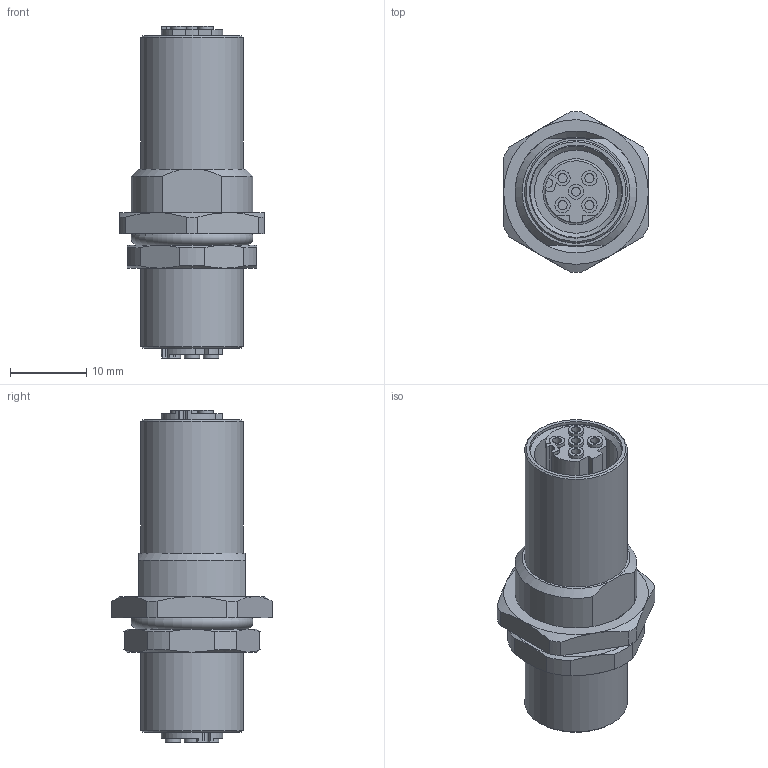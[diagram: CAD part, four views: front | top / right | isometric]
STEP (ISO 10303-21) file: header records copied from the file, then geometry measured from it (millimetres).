
FILE_DESCRIPTION(/* description */ ('STEP AP214'),/* implementation_level */ '2;1');
FILE_NAME(/* name */ '8040459_NEFU-D12G4-D12DG4',/* time_stamp */ '2024-09-12T22:21:56+02:00',/* author */ ('License CC BY-ND 4.0'),/* organization */ ('CADENAS'),/* preprocessor_version */ 'ST-DEVELOPER v19.3',/* originating_system */ 'PARTsolutions',/* authorisation */ ' ');
FILE_SCHEMA (('AUTOMOTIVE_DESIGN {1 0 10303 214 3 1 1}'));
Length unit declared in the file: millimetre
Products named in the file (3): 8040459 NEFU-D12G4-D12DG4; 8040459 NEFU-D12G4-D12DG4---(SD); 8040459 NEFU-D12G4-D12DG4---(M)
Assembly tree (2 placements, depth 2):
  8040459 NEFU-D12G4-D12DG4
    8040459 NEFU-D12G4-D12DG4---(SD)
    8040459 NEFU-D12G4-D12DG4---(M)
Bounding box: 19 x 21.09 x 43.6 mm (x, y, z)
Volume: 6306.2 mm3; surface area: 4203.8 mm2
Topology: 2 solids, 2 shells, 153 faces, 341 edges, 219 vertices
Faces by surface type: plane 73, cylinder 49, cone 28, torus 3
Full cylindrical faces by diameter (mm): 1.2 x10, 2 x8, 8.1 x2, 10.917 x2, 12.2 x2, 13.5 x2, 14.376 x1
Entity records: 5077 total; most frequent: CARTESIAN_POINT 816, DIRECTION 710, ORIENTED_EDGE 602, EDGE_CURVE 301, AXIS2_PLACEMENT_3D 299, EDGE_LOOP 218, FACE_BOUND 218, VERTEX_POINT 215
